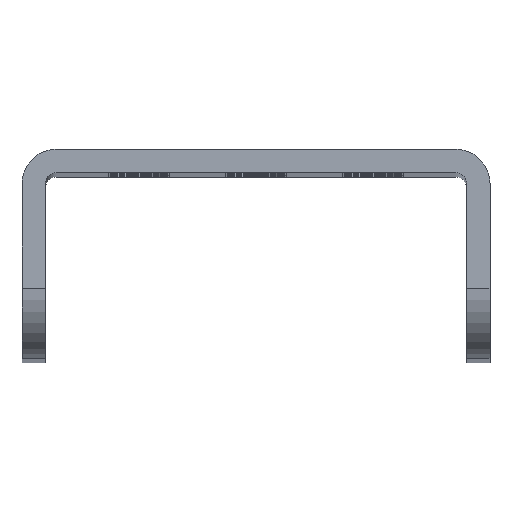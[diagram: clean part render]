
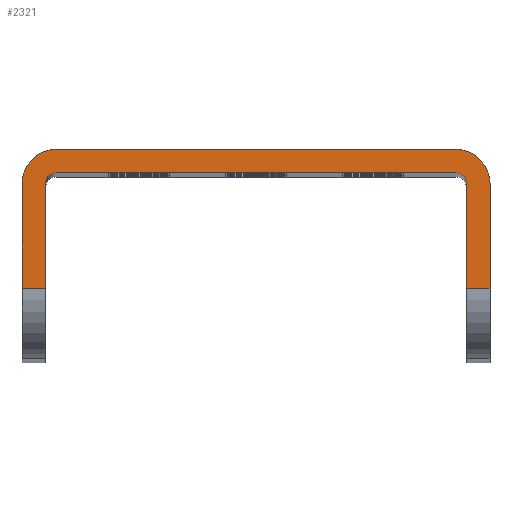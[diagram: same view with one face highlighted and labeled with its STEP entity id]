
A CAD part, top view. The second image highlights one B-rep face of the part: STEP entity #2321.
In plain terms, the highlighted planar face has unit normal (0, 0, 1).
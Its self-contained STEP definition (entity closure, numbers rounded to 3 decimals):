
#444=FACE_OUTER_BOUND('',#567,.T.);
#567=EDGE_LOOP('',(#1806,#1807,#1808,#1809,#1810,#1811,#1812,#1813,#1814,
#1815,#1816,#1817));
#1008=CIRCLE('',#2451,2.34);
#1009=CIRCLE('',#2452,2.34);
#1010=CIRCLE('',#2453,0.74);
#1011=CIRCLE('',#2454,0.74);
#1238=LINE('',#3555,#1270);
#1239=LINE('',#3557,#1271);
#1240=LINE('',#3561,#1272);
#1241=LINE('',#3565,#1273);
#1242=LINE('',#3567,#1274);
#1243=LINE('',#3569,#1275);
#1244=LINE('',#3573,#1276);
#1245=LINE('',#3576,#1277);
#1270=VECTOR('',#2816,1.6);
#1271=VECTOR('',#2817,7.16);
#1272=VECTOR('',#2820,27.32);
#1273=VECTOR('',#2823,7.16);
#1274=VECTOR('',#2824,1.6);
#1275=VECTOR('',#2825,7.16);
#1276=VECTOR('',#2828,27.32);
#1277=VECTOR('',#2831,7.16);
#1306=VERTEX_POINT('',#3553);
#1307=VERTEX_POINT('',#3554);
#1308=VERTEX_POINT('',#3556);
#1309=VERTEX_POINT('',#3558);
#1310=VERTEX_POINT('',#3560);
#1311=VERTEX_POINT('',#3562);
#1312=VERTEX_POINT('',#3564);
#1313=VERTEX_POINT('',#3566);
#1314=VERTEX_POINT('',#3568);
#1315=VERTEX_POINT('',#3570);
#1316=VERTEX_POINT('',#3572);
#1317=VERTEX_POINT('',#3574);
#1548=EDGE_CURVE('',#1306,#1307,#1238,.T.);
#1549=EDGE_CURVE('',#1307,#1308,#1239,.T.);
#1550=EDGE_CURVE('',#1308,#1309,#1008,.T.);
#1551=EDGE_CURVE('',#1309,#1310,#1240,.T.);
#1552=EDGE_CURVE('',#1310,#1311,#1009,.T.);
#1553=EDGE_CURVE('',#1311,#1312,#1241,.T.);
#1554=EDGE_CURVE('',#1312,#1313,#1242,.T.);
#1555=EDGE_CURVE('',#1313,#1314,#1243,.T.);
#1556=EDGE_CURVE('',#1314,#1315,#1010,.T.);
#1557=EDGE_CURVE('',#1315,#1316,#1244,.T.);
#1558=EDGE_CURVE('',#1316,#1317,#1011,.T.);
#1559=EDGE_CURVE('',#1317,#1306,#1245,.T.);
#1806=ORIENTED_EDGE('',*,*,#1548,.T.);
#1807=ORIENTED_EDGE('',*,*,#1549,.T.);
#1808=ORIENTED_EDGE('',*,*,#1550,.T.);
#1809=ORIENTED_EDGE('',*,*,#1551,.T.);
#1810=ORIENTED_EDGE('',*,*,#1552,.T.);
#1811=ORIENTED_EDGE('',*,*,#1553,.T.);
#1812=ORIENTED_EDGE('',*,*,#1554,.T.);
#1813=ORIENTED_EDGE('',*,*,#1555,.T.);
#1814=ORIENTED_EDGE('',*,*,#1556,.T.);
#1815=ORIENTED_EDGE('',*,*,#1557,.T.);
#1816=ORIENTED_EDGE('',*,*,#1558,.T.);
#1817=ORIENTED_EDGE('',*,*,#1559,.T.);
#2311=PLANE('',#2450);
#2321=ADVANCED_FACE('',(#444),#2311,.T.);
#2450=AXIS2_PLACEMENT_3D('',#3552,#2814,#2815);
#2451=AXIS2_PLACEMENT_3D('',#3559,#2818,#2819);
#2452=AXIS2_PLACEMENT_3D('',#3563,#2821,#2822);
#2453=AXIS2_PLACEMENT_3D('',#3571,#2826,#2827);
#2454=AXIS2_PLACEMENT_3D('',#3575,#2829,#2830);
#2814=DIRECTION('center_axis',(0.,0.,1.));
#2815=DIRECTION('ref_axis',(1.,0.,0.));
#2816=DIRECTION('',(1.,0.,0.));
#2817=DIRECTION('',(0.,1.,0.));
#2818=DIRECTION('center_axis',(0.,0.,1.));
#2819=DIRECTION('ref_axis',(1.,0.,0.));
#2820=DIRECTION('',(-1.,0.,0.));
#2821=DIRECTION('center_axis',(0.,0.,1.));
#2822=DIRECTION('ref_axis',(0.,1.,0.));
#2823=DIRECTION('',(0.,-1.,0.));
#2824=DIRECTION('',(1.,0.,0.));
#2825=DIRECTION('',(0.,1.,0.));
#2826=DIRECTION('center_axis',(0.,0.,-1.));
#2827=DIRECTION('ref_axis',(-1.,0.,0.));
#2828=DIRECTION('',(1.,0.,0.));
#2829=DIRECTION('center_axis',(0.,0.,-1.));
#2830=DIRECTION('ref_axis',(0.,1.,0.));
#2831=DIRECTION('',(0.,-1.,0.));
#3552=CARTESIAN_POINT('Origin',(0.,0.,84.));
#3553=CARTESIAN_POINT('',(14.4,-9.5,84.));
#3554=CARTESIAN_POINT('',(16.,-9.5,84.));
#3555=CARTESIAN_POINT('',(14.4,-9.5,84.));
#3556=CARTESIAN_POINT('',(16.,-2.34,84.));
#3557=CARTESIAN_POINT('',(16.,-9.5,84.));
#3558=CARTESIAN_POINT('',(13.66,0.,84.));
#3559=CARTESIAN_POINT('Origin',(13.66,-2.34,84.));
#3560=CARTESIAN_POINT('',(-13.66,0.,84.));
#3561=CARTESIAN_POINT('',(13.66,0.,84.));
#3562=CARTESIAN_POINT('',(-16.,-2.34,84.));
#3563=CARTESIAN_POINT('Origin',(-13.66,-2.34,84.));
#3564=CARTESIAN_POINT('',(-16.,-9.5,84.));
#3565=CARTESIAN_POINT('',(-16.,-2.34,84.));
#3566=CARTESIAN_POINT('',(-14.4,-9.5,84.));
#3567=CARTESIAN_POINT('',(-16.,-9.5,84.));
#3568=CARTESIAN_POINT('',(-14.4,-2.34,84.));
#3569=CARTESIAN_POINT('',(-14.4,-9.5,84.));
#3570=CARTESIAN_POINT('',(-13.66,-1.6,84.));
#3571=CARTESIAN_POINT('Origin',(-13.66,-2.34,84.));
#3572=CARTESIAN_POINT('',(13.66,-1.6,84.));
#3573=CARTESIAN_POINT('',(-13.66,-1.6,84.));
#3574=CARTESIAN_POINT('',(14.4,-2.34,84.));
#3575=CARTESIAN_POINT('Origin',(13.66,-2.34,84.));
#3576=CARTESIAN_POINT('',(14.4,-2.34,84.));
